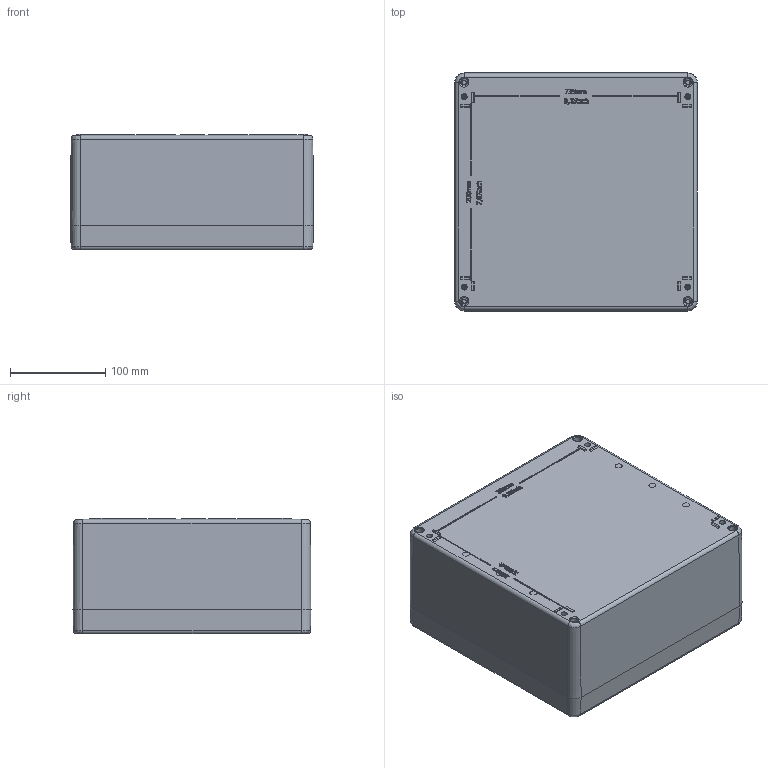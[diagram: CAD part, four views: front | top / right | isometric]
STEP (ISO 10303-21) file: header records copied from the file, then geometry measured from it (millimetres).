
FILE_DESCRIPTION (( 'STEP AP214' ), '1' );
FILE_NAME ('DU10105W.STEP', '2019-07-09T18:57:45', ( '' ), ( '' ), 'SwSTEP 2.0', 'SolidWorks 2018', '' );
FILE_SCHEMA (( 'AUTOMOTIVE_DESIGN' ));
Length unit declared in the file: inch
Products named in the file (1): DU10105W
Bounding box: 255 x 250 x 121 mm (x, y, z)
Volume: 1531791.2 mm3; surface area: 535927.3 mm2
Topology: 17 solids, 17 shells, 1263 faces, 3171 edges, 2041 vertices
Faces by surface type: plane 615, bspline 304, cylinder 170, cone 162, torus 12
Full cylindrical faces by diameter (mm): 4.917 x10, 5.2 x4, 5.4 x4, 6 x10, 7 x4, 7.4 x10, 8 x4, 9.5 x4
Entity records: 41530 total; most frequent: CARTESIAN_POINT 14096, ORIENTED_EDGE 5900, DIRECTION 4702, EDGE_CURVE 2950, VERTEX_POINT 1984, LINE 1622, VECTOR 1622, EDGE_LOOP 1544
